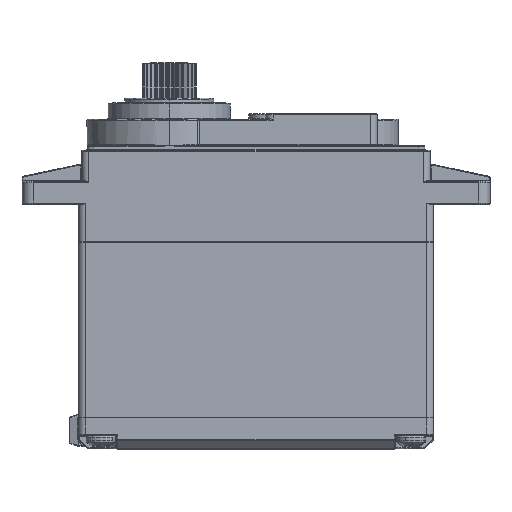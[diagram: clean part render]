
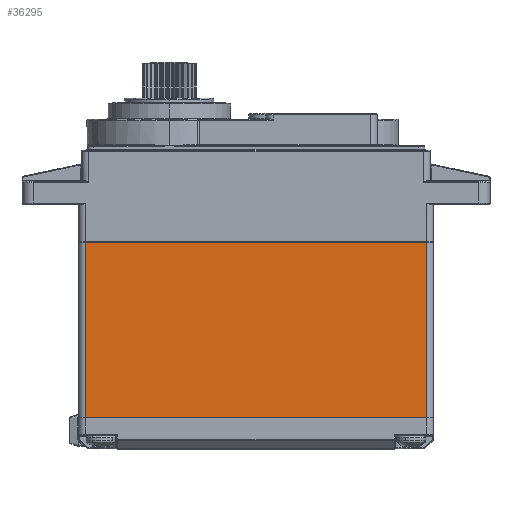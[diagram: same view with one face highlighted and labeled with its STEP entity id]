
A CAD part, top view. The second image highlights one B-rep face of the part: STEP entity #36295.
In plain terms, the highlighted planar face has unit normal (0, 0, 1).
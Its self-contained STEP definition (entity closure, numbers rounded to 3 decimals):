
#35426 = VERTEX_POINT('',#35427);
#35427 = CARTESIAN_POINT('',(-19.342,23.395,0.));
#35460 = VERTEX_POINT('',#35461);
#35461 = CARTESIAN_POINT('',(19.342,23.395,0.));
#35470 = EDGE_CURVE('',#35460,#35426,#35471,.T.);
#35471 = LINE('',#35472,#35473);
#35472 = CARTESIAN_POINT('',(-20.104,23.395,0.));
#35473 = VECTOR('',#35474,1.);
#35474 = DIRECTION('',(-1.,-0.,-0.));
#36267 = EDGE_CURVE('',#35426,#36268,#36270,.T.);
#36268 = VERTEX_POINT('',#36269);
#36269 = CARTESIAN_POINT('',(-19.342,3.557,0.));
#36270 = LINE('',#36271,#36272);
#36271 = CARTESIAN_POINT('',(-19.342,27.737,0.));
#36272 = VECTOR('',#36273,1.);
#36273 = DIRECTION('',(0.,-1.,0.));
#36295 = ADVANCED_FACE('',(#36296),#36314,.F.);
#36296 = FACE_BOUND('',#36297,.T.);
#36297 = EDGE_LOOP('',(#36298,#36306,#36307,#36308));
#36298 = ORIENTED_EDGE('',*,*,#36299,.T.);
#36299 = EDGE_CURVE('',#36300,#35460,#36302,.T.);
#36300 = VERTEX_POINT('',#36301);
#36301 = CARTESIAN_POINT('',(19.342,3.557,0.));
#36302 = LINE('',#36303,#36304);
#36303 = CARTESIAN_POINT('',(19.342,27.737,0.));
#36304 = VECTOR('',#36305,1.);
#36305 = DIRECTION('',(-0.,1.,-0.));
#36306 = ORIENTED_EDGE('',*,*,#35470,.T.);
#36307 = ORIENTED_EDGE('',*,*,#36267,.T.);
#36308 = ORIENTED_EDGE('',*,*,#36309,.F.);
#36309 = EDGE_CURVE('',#36300,#36268,#36310,.T.);
#36310 = LINE('',#36311,#36312);
#36311 = CARTESIAN_POINT('',(-19.342,3.557,0.));
#36312 = VECTOR('',#36313,1.);
#36313 = DIRECTION('',(-1.,0.,0.));
#36314 = PLANE('',#36315);
#36315 = AXIS2_PLACEMENT_3D('',#36316,#36317,#36318);
#36316 = CARTESIAN_POINT('',(-20.104,27.737,0.));
#36317 = DIRECTION('',(0.,0.,-1.));
#36318 = DIRECTION('',(-1.,0.,-0.));
